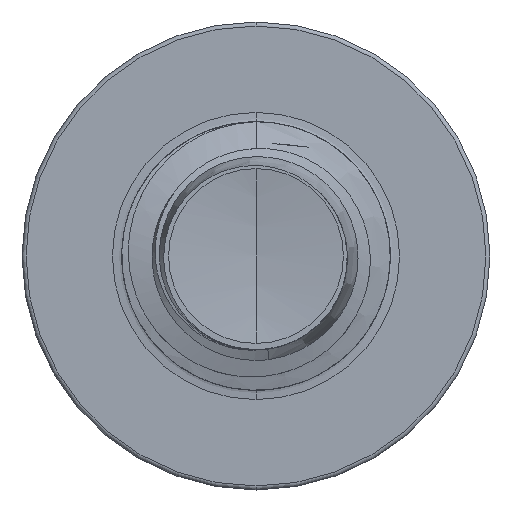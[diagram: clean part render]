
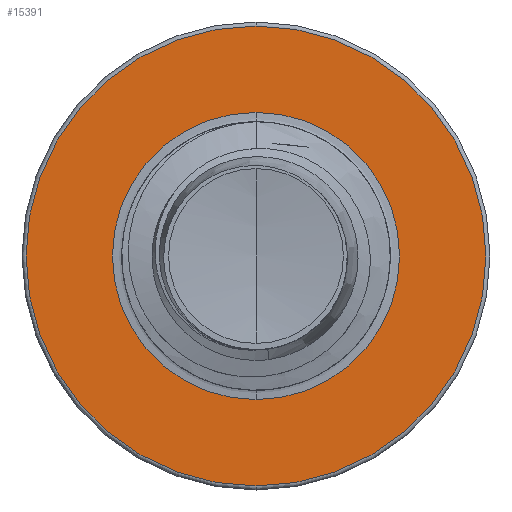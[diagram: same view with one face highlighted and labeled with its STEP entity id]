
A CAD part, front view. The second image highlights one B-rep face of the part: STEP entity #15391.
In plain terms, the highlighted planar face has unit normal (0, -1, 0).
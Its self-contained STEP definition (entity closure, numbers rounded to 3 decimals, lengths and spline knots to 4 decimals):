
#380 = VERTEX_POINT ( 'NONE', #8459 ) ;
#1696 = EDGE_LOOP ( 'NONE', ( #5887, #22862 ) ) ;
#2126 = VERTEX_POINT ( 'NONE', #7866 ) ;
#2656 = DIRECTION ( 'NONE',  ( 0., 0., 1. ) ) ;
#3636 = CARTESIAN_POINT ( 'NONE',  ( 0., 16., 0. ) ) ;
#4223 = EDGE_CURVE ( 'NONE', #380, #2126, #16496, .T. ) ;
#5034 = EDGE_CURVE ( 'NONE', #30667, #30594, #35405, .T. ) ;
#5887 = ORIENTED_EDGE ( 'NONE', *, *, #8883, .F. ) ;
#6533 = DIRECTION ( 'NONE',  ( 0., 0., 1. ) ) ;
#7366 = AXIS2_PLACEMENT_3D ( 'NONE', #36588, #19785, #2656 ) ;
#7866 = CARTESIAN_POINT ( 'NONE',  ( 0., 16., 1.872 ) ) ;
#7889 = FACE_BOUND ( 'NONE', #21651, .T. ) ;
#8296 = DIRECTION ( 'NONE',  ( 0., 0., 1. ) ) ;
#8459 = CARTESIAN_POINT ( 'NONE',  ( 0., 16., -1.872 ) ) ;
#8883 = EDGE_CURVE ( 'NONE', #30594, #30667, #36257, .T. ) ;
#10866 = CARTESIAN_POINT ( 'NONE',  ( 0., 16., -2.9975 ) ) ;
#14047 = DIRECTION ( 'NONE',  ( 0., 0., 1. ) ) ;
#14174 = DIRECTION ( 'NONE',  ( 0., 1., 0. ) ) ;
#14527 = CARTESIAN_POINT ( 'NONE',  ( 0., 16., 0. ) ) ;
#15391 = ADVANCED_FACE ( 'NONE', ( #29635, #7889 ), #36341, .F. ) ;
#16129 = ORIENTED_EDGE ( 'NONE', *, *, #18431, .T. ) ;
#16496 = CIRCLE ( 'NONE', #35720, 1.872 ) ;
#18431 = EDGE_CURVE ( 'NONE', #2126, #380, #30980, .T. ) ;
#19249 = CARTESIAN_POINT ( 'NONE',  ( 0., 16., 2.9975 ) ) ;
#19785 = DIRECTION ( 'NONE',  ( 0., 1., 0. ) ) ;
#21651 = EDGE_LOOP ( 'NONE', ( #16129, #29409 ) ) ;
#22862 = ORIENTED_EDGE ( 'NONE', *, *, #5034, .F. ) ;
#22877 = AXIS2_PLACEMENT_3D ( 'NONE', #3636, #23598, #6533 ) ;
#23598 = DIRECTION ( 'NONE',  ( 0., 1., 0. ) ) ;
#25345 = DIRECTION ( 'NONE',  ( 0., 1., 0. ) ) ;
#26192 = AXIS2_PLACEMENT_3D ( 'NONE', #30603, #25345, #8296 ) ;
#29409 = ORIENTED_EDGE ( 'NONE', *, *, #4223, .T. ) ;
#29439 = AXIS2_PLACEMENT_3D ( 'NONE', #14527, #14174, #14047 ) ;
#29635 = FACE_OUTER_BOUND ( 'NONE', #1696, .T. ) ;
#30594 = VERTEX_POINT ( 'NONE', #19249 ) ;
#30603 = CARTESIAN_POINT ( 'NONE',  ( 0., 16., -1.872 ) ) ;
#30667 = VERTEX_POINT ( 'NONE', #10866 ) ;
#30980 = CIRCLE ( 'NONE', #7366, 1.872 ) ;
#33799 = DIRECTION ( 'NONE',  ( 0., 0., 1. ) ) ;
#35405 = CIRCLE ( 'NONE', #29439, 2.9975 ) ;
#35720 = AXIS2_PLACEMENT_3D ( 'NONE', #36590, #36217, #33799 ) ;
#36217 = DIRECTION ( 'NONE',  ( 0., 1., 0. ) ) ;
#36257 = CIRCLE ( 'NONE', #22877, 2.9975 ) ;
#36341 = PLANE ( 'NONE',  #26192 ) ;
#36588 = CARTESIAN_POINT ( 'NONE',  ( 0., 16., 0. ) ) ;
#36590 = CARTESIAN_POINT ( 'NONE',  ( 0., 16., 0. ) ) ;
